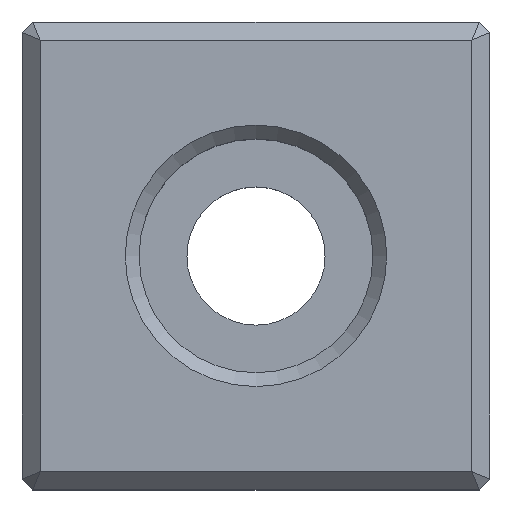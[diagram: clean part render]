
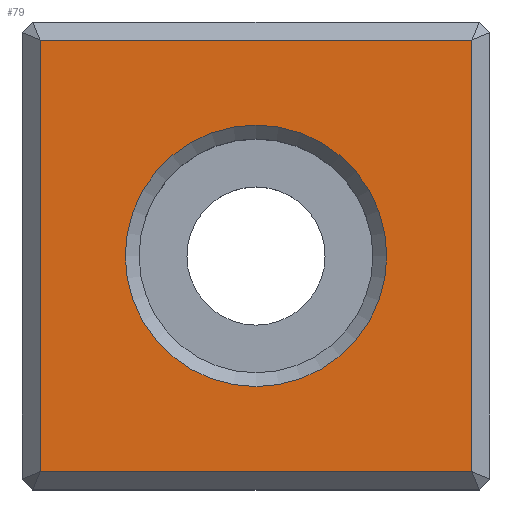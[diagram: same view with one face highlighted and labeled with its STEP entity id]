
A CAD part, top view. The second image highlights one B-rep face of the part: STEP entity #79.
In plain terms, the highlighted planar face has unit normal (0, 0, 1).
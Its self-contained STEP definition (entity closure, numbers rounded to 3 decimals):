
#79 = ADVANCED_FACE( '', ( #115, #116 ), #117, .T. );
#115 = FACE_OUTER_BOUND( '', #184, .T. );
#116 = FACE_BOUND( '', #185, .T. );
#117 = PLANE( '', #186 );
#184 = EDGE_LOOP( '', ( #273, #274, #275, #276, #277, #278, #279, #280 ) );
#185 = EDGE_LOOP( '', ( #281 ) );
#186 = AXIS2_PLACEMENT_3D( '', #282, #283, #284 );
#273 = ORIENTED_EDGE( '', *, *, #477, .T. );
#274 = ORIENTED_EDGE( '', *, *, #473, .T. );
#275 = ORIENTED_EDGE( '', *, *, #475, .T. );
#276 = ORIENTED_EDGE( '', *, *, #478, .T. );
#277 = ORIENTED_EDGE( '', *, *, #479, .T. );
#278 = ORIENTED_EDGE( '', *, *, #480, .T. );
#279 = ORIENTED_EDGE( '', *, *, #481, .T. );
#280 = ORIENTED_EDGE( '', *, *, #482, .T. );
#281 = ORIENTED_EDGE( '', *, *, #483, .T. );
#282 = CARTESIAN_POINT( '', ( -11., -11., 10. ) );
#283 = DIRECTION( '', ( 0., 0., 1. ) );
#284 = DIRECTION( '', ( 1., 0., 0. ) );
#473 = EDGE_CURVE( '', #540, #545, #547, .T. );
#475 = EDGE_CURVE( '', #545, #549, #551, .T. );
#477 = EDGE_CURVE( '', #553, #540, #554, .T. );
#478 = EDGE_CURVE( '', #549, #555, #556, .T. );
#479 = EDGE_CURVE( '', #555, #557, #558, .T. );
#480 = EDGE_CURVE( '', #557, #559, #560, .T. );
#481 = EDGE_CURVE( '', #559, #561, #562, .T. );
#482 = EDGE_CURVE( '', #561, #553, #563, .T. );
#483 = EDGE_CURVE( '', #564, #564, #565, .F. );
#540 = VERTEX_POINT( '', #648 );
#545 = VERTEX_POINT( '', #655 );
#547 = LINE( '', #658, #659 );
#549 = VERTEX_POINT( '', #661 );
#551 = LINE( '', #664, #665 );
#553 = VERTEX_POINT( '', #668 );
#554 = LINE( '', #669, #670 );
#555 = VERTEX_POINT( '', #671 );
#556 = LINE( '', #672, #673 );
#557 = VERTEX_POINT( '', #674 );
#558 = LINE( '', #675, #676 );
#559 = VERTEX_POINT( '', #677 );
#560 = LINE( '', #678, #679 );
#561 = VERTEX_POINT( '', #680 );
#562 = LINE( '', #681, #682 );
#563 = LINE( '', #683, #684 );
#564 = VERTEX_POINT( '', #685 );
#565 = CIRCLE( '', #686, 6.15 );
#648 = CARTESIAN_POINT( '', ( 10.148, -10.15, 10. ) );
#655 = CARTESIAN_POINT( '', ( 10.15, -10.148, 10. ) );
#658 = CARTESIAN_POINT( '', ( -0.851, -21.149, 10. ) );
#659 = VECTOR( '', #791, 1000. );
#661 = CARTESIAN_POINT( '', ( 10.15, 10.148, 10. ) );
#664 = CARTESIAN_POINT( '', ( 10.15, 10.5, 10. ) );
#665 = VECTOR( '', #793, 1000. );
#668 = CARTESIAN_POINT( '', ( -10.148, -10.15, 10. ) );
#669 = CARTESIAN_POINT( '', ( 10.5, -10.15, 10. ) );
#670 = VECTOR( '', #795, 1000. );
#671 = CARTESIAN_POINT( '', ( 10.148, 10.15, 10. ) );
#672 = CARTESIAN_POINT( '', ( 10.149, 10.149, 10. ) );
#673 = VECTOR( '', #796, 1000. );
#674 = CARTESIAN_POINT( '', ( -10.148, 10.15, 10. ) );
#675 = CARTESIAN_POINT( '', ( -10.5, 10.15, 10. ) );
#676 = VECTOR( '', #797, 1000. );
#677 = CARTESIAN_POINT( '', ( -10.15, 10.148, 10. ) );
#678 = CARTESIAN_POINT( '', ( -21.149, -0.851, 10. ) );
#679 = VECTOR( '', #798, 1000. );
#680 = CARTESIAN_POINT( '', ( -10.15, -10.148, 10. ) );
#681 = CARTESIAN_POINT( '', ( -10.15, -10.5, 10. ) );
#682 = VECTOR( '', #799, 1000. );
#683 = CARTESIAN_POINT( '', ( -10.149, -10.149, 10. ) );
#684 = VECTOR( '', #800, 1000. );
#685 = CARTESIAN_POINT( '', ( 6.15, 0., 10. ) );
#686 = AXIS2_PLACEMENT_3D( '', #801, #802, #803 );
#791 = DIRECTION( '', ( 0.707, 0.707, 0. ) );
#793 = DIRECTION( '', ( 0., 1., 0. ) );
#795 = DIRECTION( '', ( 1., 0., 0. ) );
#796 = DIRECTION( '', ( -0.707, 0.707, 0. ) );
#797 = DIRECTION( '', ( -1., 0., 0. ) );
#798 = DIRECTION( '', ( -0.707, -0.707, 0. ) );
#799 = DIRECTION( '', ( 0., -1., 0. ) );
#800 = DIRECTION( '', ( 0.707, -0.707, 0. ) );
#801 = CARTESIAN_POINT( '', ( 0., 0., 10. ) );
#802 = DIRECTION( '', ( 0., 0., 1. ) );
#803 = DIRECTION( '', ( 1., 0., 0. ) );
